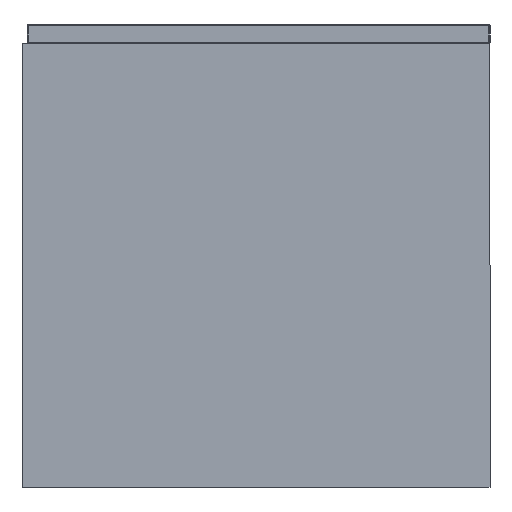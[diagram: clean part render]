
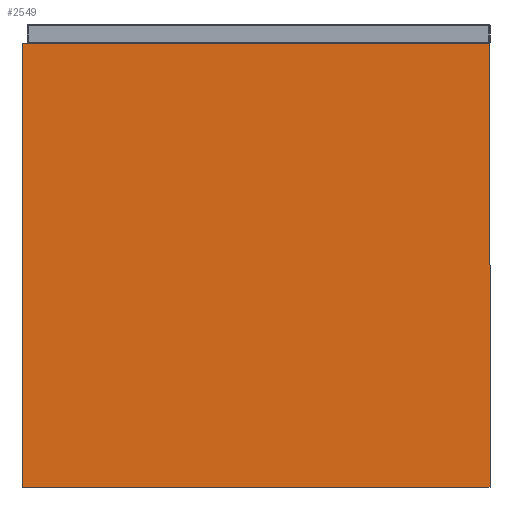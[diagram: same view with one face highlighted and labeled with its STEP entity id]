
A CAD part, left-side view. The second image highlights one B-rep face of the part: STEP entity #2549.
In plain terms, the highlighted face is planar.
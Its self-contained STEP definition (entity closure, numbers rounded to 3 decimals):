
#35 = VECTOR ( 'NONE', #1158, 1000. ) ;
#102 = DIRECTION ( 'NONE',  ( 0., 0., 1. ) ) ;
#320 = CARTESIAN_POINT ( 'NONE',  ( 298., 450., 213.5 ) ) ;
#330 = CARTESIAN_POINT ( 'NONE',  ( 298., 450., -213.5 ) ) ;
#567 = EDGE_CURVE ( 'NONE', #2638, #2130, #4625, .T. ) ;
#717 = DIRECTION ( 'NONE',  ( 1., 0., 0. ) ) ;
#719 = EDGE_CURVE ( 'NONE', #2324, #2638, #2016, .T. ) ;
#821 = CARTESIAN_POINT ( 'NONE',  ( 298., 0., -213.5 ) ) ;
#1010 = VECTOR ( 'NONE', #102, 1000. ) ;
#1102 = DIRECTION ( 'NONE',  ( 0., 0., -1. ) ) ;
#1158 = DIRECTION ( 'NONE',  ( 0., 0., 1. ) ) ;
#1181 = PLANE ( 'NONE',  #4168 ) ;
#1215 = EDGE_CURVE ( 'NONE', #2324, #3313, #3575, .T. ) ;
#1287 = DIRECTION ( 'NONE',  ( 0., -1., 0. ) ) ;
#1479 = CARTESIAN_POINT ( 'NONE',  ( 298., 0., 213.5 ) ) ;
#1734 = EDGE_CURVE ( 'NONE', #3313, #2130, #4894, .T. ) ;
#2016 = LINE ( 'NONE', #3961, #2583 ) ;
#2109 = ORIENTED_EDGE ( 'NONE', *, *, #567, .F. ) ;
#2130 = VERTEX_POINT ( 'NONE', #1479 ) ;
#2324 = VERTEX_POINT ( 'NONE', #330 ) ;
#2442 = EDGE_LOOP ( 'NONE', ( #2109, #4635, #4746, #3744 ) ) ;
#2549 = ADVANCED_FACE ( 'NONE', ( #3451 ), #1181, .T. ) ;
#2555 = CARTESIAN_POINT ( 'NONE',  ( 298., 450., 213.5 ) ) ;
#2583 = VECTOR ( 'NONE', #1287, 1000. ) ;
#2638 = VERTEX_POINT ( 'NONE', #2668 ) ;
#2668 = CARTESIAN_POINT ( 'NONE',  ( 298., 0., -213.5 ) ) ;
#2859 = DIRECTION ( 'NONE',  ( 0., -1., 0. ) ) ;
#3022 = CARTESIAN_POINT ( 'NONE',  ( 298., 450., -213.5 ) ) ;
#3313 = VERTEX_POINT ( 'NONE', #320 ) ;
#3451 = FACE_OUTER_BOUND ( 'NONE', #2442, .T. ) ;
#3575 = LINE ( 'NONE', #4394, #1010 ) ;
#3744 = ORIENTED_EDGE ( 'NONE', *, *, #1734, .T. ) ;
#3961 = CARTESIAN_POINT ( 'NONE',  ( 298., 450., -213.5 ) ) ;
#4168 = AXIS2_PLACEMENT_3D ( 'NONE', #3022, #717, #1102 ) ;
#4394 = CARTESIAN_POINT ( 'NONE',  ( 298., 450., -213.5 ) ) ;
#4625 = LINE ( 'NONE', #821, #35 ) ;
#4635 = ORIENTED_EDGE ( 'NONE', *, *, #719, .F. ) ;
#4746 = ORIENTED_EDGE ( 'NONE', *, *, #1215, .T. ) ;
#4894 = LINE ( 'NONE', #2555, #4954 ) ;
#4954 = VECTOR ( 'NONE', #2859, 1000. ) ;
